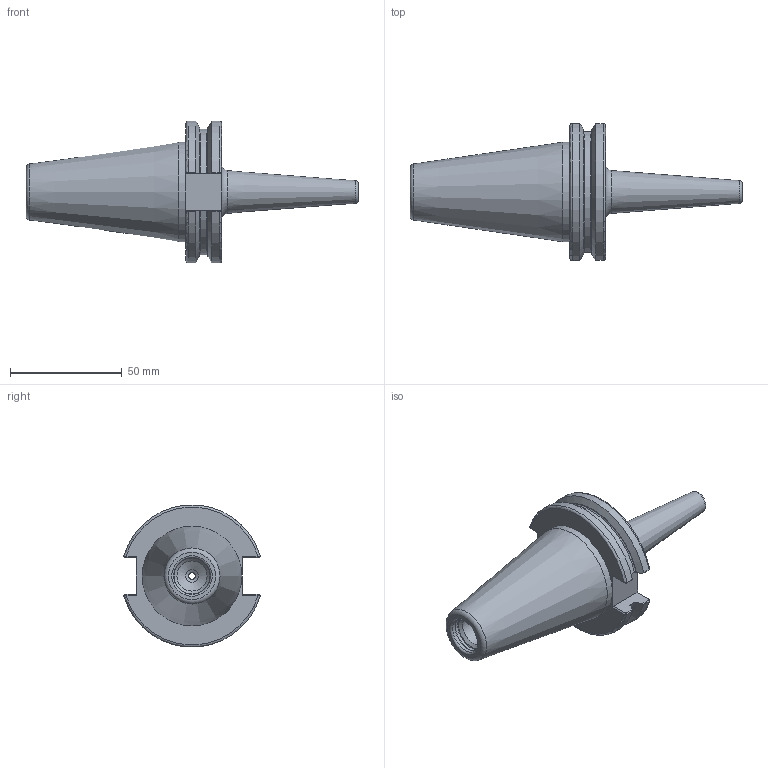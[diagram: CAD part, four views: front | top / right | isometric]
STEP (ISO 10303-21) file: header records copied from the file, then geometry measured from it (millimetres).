
FILE_DESCRIPTION(/* description */ (''),/* implementation_level */ '2;1');
FILE_NAME(/* name */ 'CAT40-SDM03-080.stp',/* time_stamp */ '2019-06-20T15:42:42-05:00',/* author */ ('ldfli'),/* organization */ ('Pioneer N.A.'),/* preprocessor_version */ 'ST-DEVELOPER v18',/* originating_system */ 'Autodesk Inventor LT',/* authorisation */ '');
FILE_SCHEMA (('AUTOMOTIVE_DESIGN { 1 0 10303 214 3 1 1 }'));
Length unit declared in the file: millimetre
Products named in the file (1): CAT40-SDM03-080
Bounding box: 148.25 x 61.14 x 63.31 mm (x, y, z)
Volume: 116147.8 mm3; surface area: 22622.5 mm2
Topology: 1 solids, 1 shells, 85 faces, 238 edges, 158 vertices
Faces by surface type: plane 31, bspline 16, cylinder 13, torus 13, cone 12
Full cylindrical faces by diameter (mm): 3 x1, 5.6 x1, 10 x1, 13.494 x1, 16.3 x1, 16.8 x1, 44.45 x1
Entity records: 3494 total; most frequent: CARTESIAN_POINT 1353, ORIENTED_EDGE 474, DIRECTION 403, EDGE_CURVE 237, VERTEX_POINT 158, AXIS2_PLACEMENT_3D 152, LINE 99, VECTOR 99
